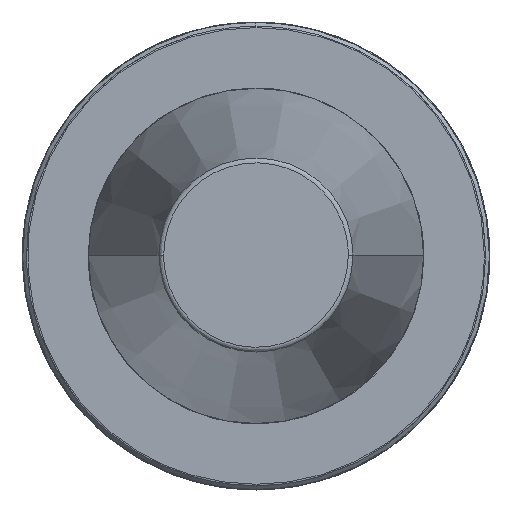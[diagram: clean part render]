
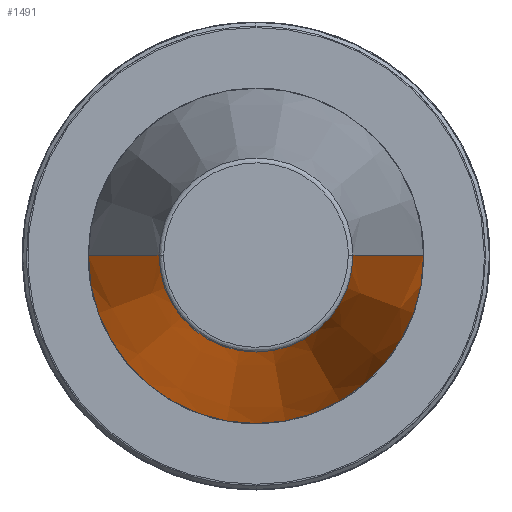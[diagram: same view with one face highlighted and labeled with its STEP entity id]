
A CAD part, top view. The second image highlights one B-rep face of the part: STEP entity #1491.
In plain terms, the highlighted conical face has half-angle 8.297 degrees and reference radius 34.925 mm.
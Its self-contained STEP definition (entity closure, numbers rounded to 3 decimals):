
#71 = DIRECTION ( 'NONE',  ( 0.144, 0., -0.99 ) ) ;
#109 = CARTESIAN_POINT ( 'NONE',  ( 20.211, 0., 100.894 ) ) ;
#154 = DIRECTION ( 'NONE',  ( 0., 0., -1. ) ) ;
#331 = AXIS2_PLACEMENT_3D ( 'NONE', #2055, #351, #2315 ) ;
#348 = VECTOR ( 'NONE', #3493, 1000. ) ;
#351 = DIRECTION ( 'NONE',  ( 0., 0., 1. ) ) ;
#427 = CARTESIAN_POINT ( 'NONE',  ( 34.925, 0., 0. ) ) ;
#511 = LINE ( 'NONE', #2545, #2083 ) ;
#624 = EDGE_CURVE ( 'NONE', #937, #859, #2557, .T. ) ;
#859 = VERTEX_POINT ( 'NONE', #427 ) ;
#899 = ORIENTED_EDGE ( 'NONE', *, *, #2189, .T. ) ;
#937 = VERTEX_POINT ( 'NONE', #2084 ) ;
#1199 = DIRECTION ( 'NONE',  ( -1., 0., 0. ) ) ;
#1247 = CARTESIAN_POINT ( 'NONE',  ( -20.211, 0., 100.894 ) ) ;
#1308 = CIRCLE ( 'NONE', #1375, 20.211 ) ;
#1375 = AXIS2_PLACEMENT_3D ( 'NONE', #1874, #154, #2133 ) ;
#1387 = ORIENTED_EDGE ( 'NONE', *, *, #624, .T. ) ;
#1491 = ADVANCED_FACE ( 'NONE', ( #1690 ), #1938, .T. ) ;
#1630 = EDGE_CURVE ( 'NONE', #2804, #859, #511, .T. ) ;
#1690 = FACE_OUTER_BOUND ( 'NONE', #3259, .T. ) ;
#1874 = CARTESIAN_POINT ( 'NONE',  ( 0., 0., 100.894 ) ) ;
#1938 = CONICAL_SURFACE ( 'NONE', #2477, 34.925, 0.145 ) ;
#1978 = LINE ( 'NONE', #2962, #348 ) ;
#2033 = EDGE_CURVE ( 'NONE', #2804, #3173, #1308, .T. ) ;
#2055 = CARTESIAN_POINT ( 'NONE',  ( 0., 0., 0. ) ) ;
#2083 = VECTOR ( 'NONE', #71, 1000. ) ;
#2084 = CARTESIAN_POINT ( 'NONE',  ( -34.925, 0., 0. ) ) ;
#2133 = DIRECTION ( 'NONE',  ( -1., 0., 0. ) ) ;
#2189 = EDGE_CURVE ( 'NONE', #3173, #937, #1978, .T. ) ;
#2277 = DIRECTION ( 'NONE',  ( 0., 0., -1. ) ) ;
#2315 = DIRECTION ( 'NONE',  ( -1., 0., 0. ) ) ;
#2477 = AXIS2_PLACEMENT_3D ( 'NONE', #2779, #2277, #1199 ) ;
#2545 = CARTESIAN_POINT ( 'NONE',  ( 34.925, 0., 0. ) ) ;
#2557 = CIRCLE ( 'NONE', #331, 34.925 ) ;
#2779 = CARTESIAN_POINT ( 'NONE',  ( 0., 0., 0. ) ) ;
#2804 = VERTEX_POINT ( 'NONE', #109 ) ;
#2962 = CARTESIAN_POINT ( 'NONE',  ( -34.925, 0., 0. ) ) ;
#3057 = ORIENTED_EDGE ( 'NONE', *, *, #2033, .T. ) ;
#3173 = VERTEX_POINT ( 'NONE', #1247 ) ;
#3184 = ORIENTED_EDGE ( 'NONE', *, *, #1630, .F. ) ;
#3259 = EDGE_LOOP ( 'NONE', ( #3184, #3057, #899, #1387 ) ) ;
#3493 = DIRECTION ( 'NONE',  ( -0.144, 0., -0.99 ) ) ;
